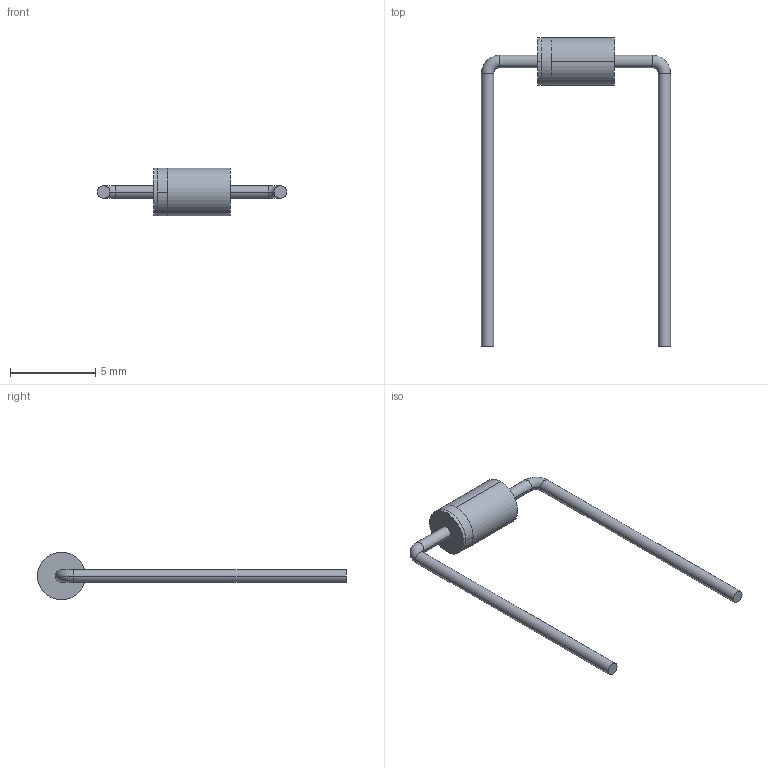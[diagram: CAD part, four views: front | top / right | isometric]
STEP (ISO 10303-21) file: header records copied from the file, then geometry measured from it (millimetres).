
FILE_DESCRIPTION (( 'STEP AP214' ), '1' );
FILE_NAME ('1N4732G A0G.STEP', '2023-02-23T14:52:11', ( '' ), ( '' ), 'SwSTEP 2.0', 'SolidWorks 2021', '' );
FILE_SCHEMA (( 'AUTOMOTIVE_DESIGN' ));
Length unit declared in the file: millimetre
Products named in the file (1): 1N4732G A0G
Bounding box: 11.09 x 18.1 x 2.8 mm (x, y, z)
Volume: 43.9 mm3; surface area: 166.9 mm2
Topology: 5 solids, 5 shells, 28 faces, 46 edges, 28 vertices
Faces by surface type: cylinder 14, plane 10, torus 4
Entity records: 728 total; most frequent: DIRECTION 136, CARTESIAN_POINT 103, ORIENTED_EDGE 92, AXIS2_PLACEMENT_3D 61, EDGE_CURVE 46, CIRCLE 32, VERTEX_POINT 28, FACE_OUTER_BOUND 28
